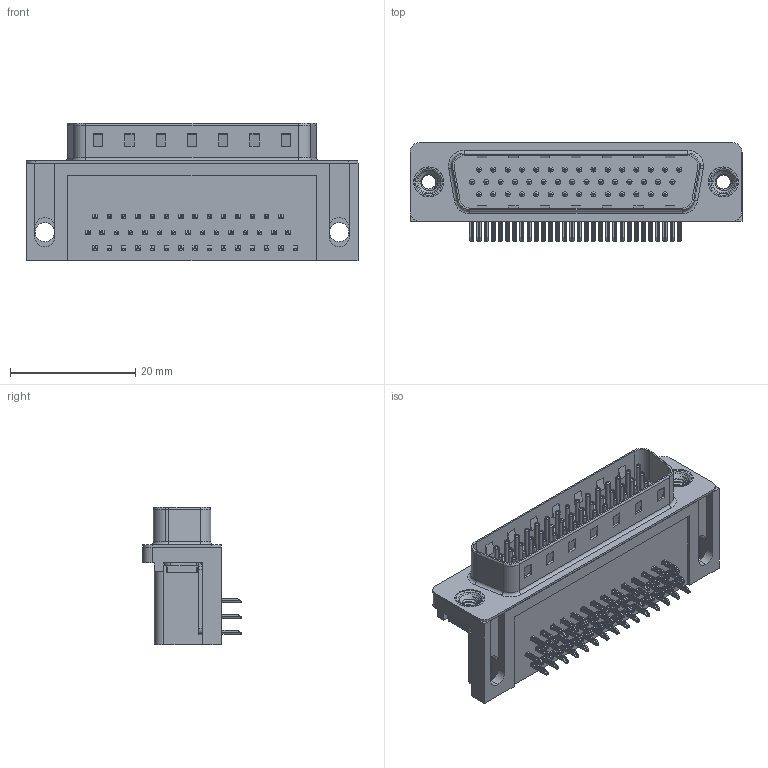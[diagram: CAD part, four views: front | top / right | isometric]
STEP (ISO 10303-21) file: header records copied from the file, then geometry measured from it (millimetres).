
FILE_DESCRIPTION (( 'STEP AP203' ), '1' );
FILE_NAME ('MHHDR-44MNS-C1.STEP', '2025-11-28T19:32:58', ( '' ), ( '' ), 'SwSTEP 2.0', 'SolidWorks 2023', '' );
FILE_SCHEMA (( 'CONFIG_CONTROL_DESIGN' ));
Length unit declared in the file: millimetre
Products named in the file (8): MHHDR Shell_44 Contact; MHHDR Thru Hole Board Mount; MHHDR Contact Bottom; MHHDR Contact Middle; MHHDR-44MNS-C1; MHHDR 4-40 Threaded Rivet; MHHDR Contact Top; MHHDR Housing_44 Contact
Assembly tree (50 placements, depth 2):
  MHHDR-44MNS-C1
    MHHDR Housing_44 Contact
    MHHDR Shell_44 Contact
    MHHDR Contact Bottom  x14
    MHHDR Contact Middle  x15
    MHHDR Contact Top  x15
    MHHDR Thru Hole Board Mount  x2
    MHHDR 4-40 Threaded Rivet  x2
Bounding box: 53.04 x 15.73 x 22 mm (x, y, z)
Volume: 8070.2 mm3; surface area: 10192.8 mm2
Topology: 50 solids, 50 shells, 3688 faces, 9086 edges, 5593 vertices
Faces by surface type: plane 2315, cylinder 1060, torus 295, cone 12, bspline 6
Entity records: 29521 total; most frequent: CARTESIAN_POINT 6260, DIRECTION 4510, ORIENTED_EDGE 4284, EDGE_CURVE 2142, LINE 1524, VECTOR 1524, AXIS2_PLACEMENT_3D 1493, VERTEX_POINT 1377
